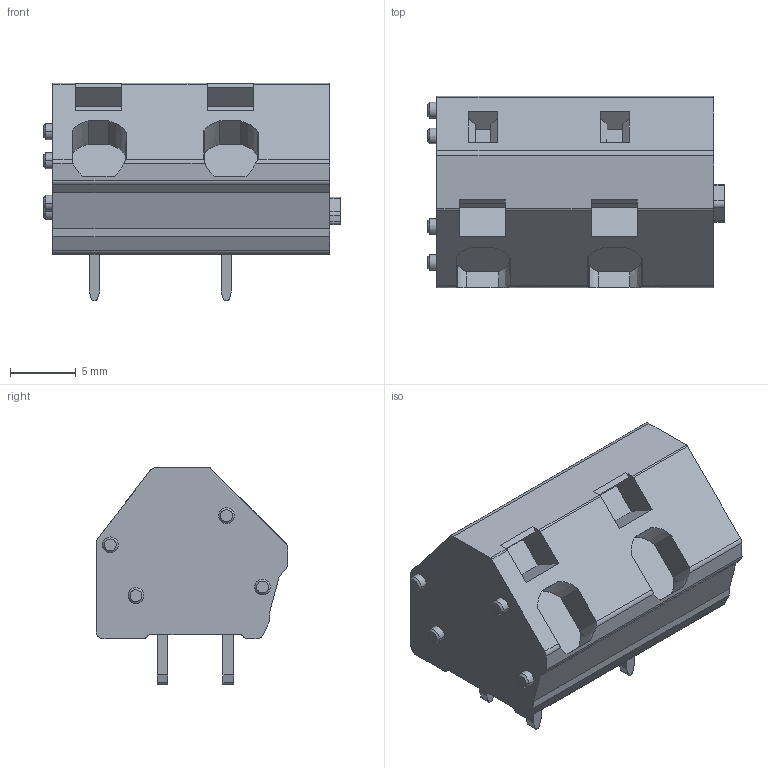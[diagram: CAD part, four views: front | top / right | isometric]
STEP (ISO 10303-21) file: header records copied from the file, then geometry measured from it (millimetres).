
FILE_DESCRIPTION(('CATIA V5 STEP','CAx-IF Rec.Pracs.--- Model Styling and Organization---1.2---2011-12-15'),'2;1');
FILE_NAME ('D1460262_0', '2018-09-08T13:37:04+00:00', ('none'), ('Weidmueller'), 'CATIA Version 5-6 Release 2014', 'CATIA V5 STEP AP214', 'none');
FILE_SCHEMA(('AUTOMOTIVE_DESIGN { 1 0 10303 214 1 1 1 1 }'));
Length unit declared in the file: millimetre
Products named in the file (1): 1953470000
Bounding box: 22.5 x 14.5 x 16.48 mm (x, y, z)
Volume: 2783.5 mm3; surface area: 1711.7 mm2
Topology: 5 solids, 5 shells, 234 faces, 621 edges, 411 vertices
Faces by surface type: plane 132, cylinder 76, cone 26
Entity records: 6950 total; most frequent: CARTESIAN_POINT 1379, ORIENTED_EDGE 1242, DIRECTION 949, EDGE_CURVE 621, VERTEX_POINT 411, VECTOR 382, LINE 382, AXIS2_PLACEMENT_3D 378
